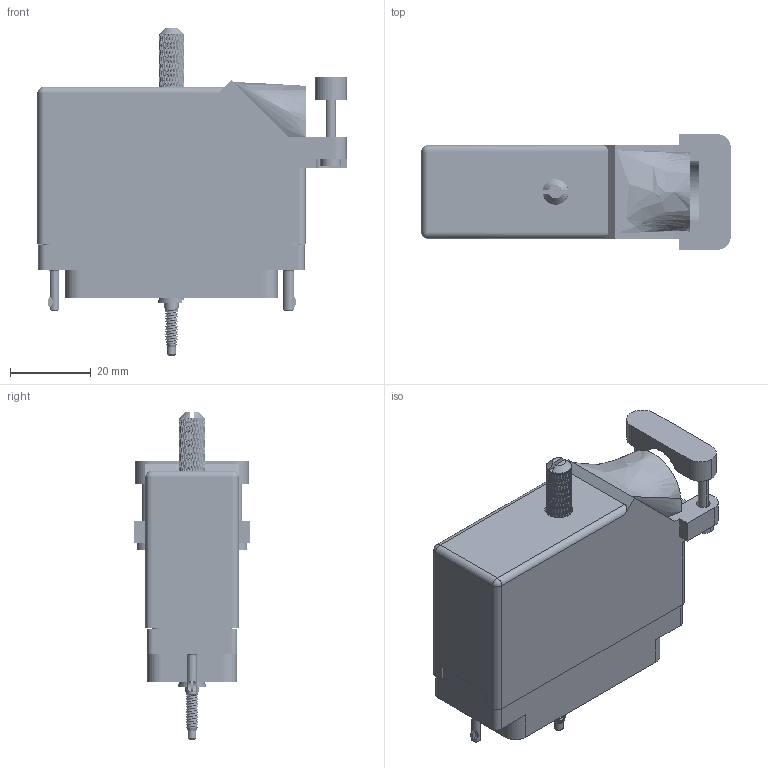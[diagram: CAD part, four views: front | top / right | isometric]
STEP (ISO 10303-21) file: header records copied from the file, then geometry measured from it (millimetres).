
FILE_DESCRIPTION (( 'STEP AP203' ), '1' );
FILE_NAME ('516-056-520-141.STEP', '2020-03-10T07:48:09', ( '' ), ( '' ), 'SwSTEP 2.0', 'SolidWorks 2016', '' );
FILE_SCHEMA (( 'CONFIG_CONTROL_DESIGN' ));
Length unit declared in the file: inch
Products named in the file (12): 516-222-038-102_056; 516-253-035-100; 516 Plug Insulator_056; 516-252-021-102_056; 516-253-138-107; 516-230-001_Plastic - 056 Side Entry - Large Clamp; 516-251-035-100; Actuating Screw Assy 038-056; 516-292-001_520 Contact; 516-222-038-102_057; 516-056-520-141; 516-250-038-111
Assembly tree (68 placements, depth 3):
  516-056-520-141
    516 Plug Insulator_056
    516-292-001_520 Contact  x56
    516-230-001_Plastic - 056 Side Entry - Large Clamp
    516-252-021-102_056  x2
    516-222-038-102_056
    Actuating Screw Assy 038-056
      516-251-035-100
      516-253-035-100  x2
      516-253-138-107
      516-250-038-111
    516-222-038-102_057
Bounding box: 76.5 x 28.57 x 81.03 mm (x, y, z)
Volume: 28548.7 mm3; surface area: 44649.3 mm2
Topology: 67 solids, 67 shells, 6915 faces, 18928 edges, 12174 vertices
Faces by surface type: plane 3414, cylinder 2060, bspline 1381, cone 54, torus 4, sphere 2
Entity records: 124080 total; most frequent: CARTESIAN_POINT 62232, ORIENTED_EDGE 14768, DIRECTION 9662, EDGE_CURVE 7384, VERTEX_POINT 4516, VECTOR 3230, LINE 3230, AXIS2_PLACEMENT_3D 3216
